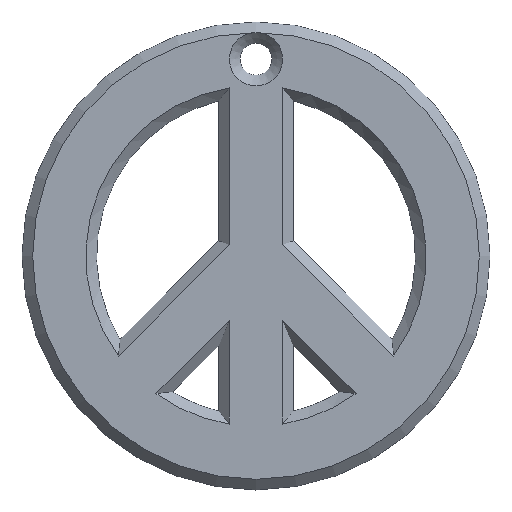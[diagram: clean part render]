
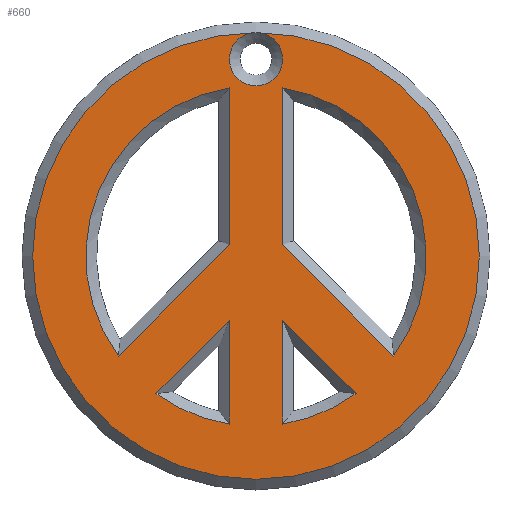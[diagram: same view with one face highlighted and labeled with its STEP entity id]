
A CAD part, top view. The second image highlights one B-rep face of the part: STEP entity #660.
In plain terms, the highlighted planar face has unit normal (0, 0, 1).
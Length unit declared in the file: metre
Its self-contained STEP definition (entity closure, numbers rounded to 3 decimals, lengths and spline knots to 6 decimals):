
#52=CIRCLE('',#730,0.0025);
#53=CIRCLE('',#731,0.021);
#54=CIRCLE('',#732,0.016);
#55=CIRCLE('',#733,0.016);
#56=CIRCLE('',#734,0.016);
#57=CIRCLE('',#735,0.016);
#122=ORIENTED_EDGE('',*,*,#294,.T.);
#123=ORIENTED_EDGE('',*,*,#295,.T.);
#124=ORIENTED_EDGE('',*,*,#296,.T.);
#125=ORIENTED_EDGE('',*,*,#297,.T.);
#126=ORIENTED_EDGE('',*,*,#298,.T.);
#127=ORIENTED_EDGE('',*,*,#299,.T.);
#128=ORIENTED_EDGE('',*,*,#300,.T.);
#129=ORIENTED_EDGE('',*,*,#301,.T.);
#130=ORIENTED_EDGE('',*,*,#302,.T.);
#131=ORIENTED_EDGE('',*,*,#303,.T.);
#132=ORIENTED_EDGE('',*,*,#304,.T.);
#133=ORIENTED_EDGE('',*,*,#305,.T.);
#134=ORIENTED_EDGE('',*,*,#306,.T.);
#135=ORIENTED_EDGE('',*,*,#307,.T.);
#294=EDGE_CURVE('',#374,#374,#52,.F.);
#295=EDGE_CURVE('',#374,#374,#53,.T.);
#296=EDGE_CURVE('',#375,#376,#428,.T.);
#297=EDGE_CURVE('',#376,#377,#429,.T.);
#298=EDGE_CURVE('',#377,#375,#54,.F.);
#299=EDGE_CURVE('',#378,#379,#55,.F.);
#300=EDGE_CURVE('',#379,#380,#430,.T.);
#301=EDGE_CURVE('',#380,#378,#431,.T.);
#302=EDGE_CURVE('',#381,#382,#432,.T.);
#303=EDGE_CURVE('',#382,#383,#433,.T.);
#304=EDGE_CURVE('',#383,#381,#56,.F.);
#305=EDGE_CURVE('',#384,#385,#57,.F.);
#306=EDGE_CURVE('',#385,#386,#434,.T.);
#307=EDGE_CURVE('',#386,#384,#435,.T.);
#374=VERTEX_POINT('',#1046);
#375=VERTEX_POINT('',#1049);
#376=VERTEX_POINT('',#1050);
#377=VERTEX_POINT('',#1052);
#378=VERTEX_POINT('',#1055);
#379=VERTEX_POINT('',#1056);
#380=VERTEX_POINT('',#1058);
#381=VERTEX_POINT('',#1061);
#382=VERTEX_POINT('',#1062);
#383=VERTEX_POINT('',#1064);
#384=VERTEX_POINT('',#1067);
#385=VERTEX_POINT('',#1068);
#386=VERTEX_POINT('',#1070);
#428=LINE('',#1048,#480);
#429=LINE('',#1051,#481);
#430=LINE('',#1057,#482);
#431=LINE('',#1059,#483);
#432=LINE('',#1060,#484);
#433=LINE('',#1063,#485);
#434=LINE('',#1069,#486);
#435=LINE('',#1071,#487);
#480=VECTOR('',#859,1.);
#481=VECTOR('',#860,1.);
#482=VECTOR('',#865,1.);
#483=VECTOR('',#866,1.);
#484=VECTOR('',#867,1.);
#485=VECTOR('',#868,1.);
#486=VECTOR('',#873,1.);
#487=VECTOR('',#874,1.);
#520=EDGE_LOOP('',(#122,#123));
#521=EDGE_LOOP('',(#124,#125,#126));
#522=EDGE_LOOP('',(#127,#128,#129));
#523=EDGE_LOOP('',(#130,#131,#132));
#524=EDGE_LOOP('',(#133,#134,#135));
#578=FACE_BOUND('',#520,.T.);
#579=FACE_BOUND('',#521,.T.);
#580=FACE_BOUND('',#522,.T.);
#581=FACE_BOUND('',#523,.T.);
#582=FACE_BOUND('',#524,.T.);
#628=PLANE('',#729);
#660=ADVANCED_FACE('',(#578,#579,#580,#581,#582),#628,.T.);
#729=AXIS2_PLACEMENT_3D('',#1044,#853,#854);
#730=AXIS2_PLACEMENT_3D('',#1045,#855,#856);
#731=AXIS2_PLACEMENT_3D('',#1047,#857,#858);
#732=AXIS2_PLACEMENT_3D('',#1053,#861,#862);
#733=AXIS2_PLACEMENT_3D('',#1054,#863,#864);
#734=AXIS2_PLACEMENT_3D('',#1065,#869,#870);
#735=AXIS2_PLACEMENT_3D('',#1066,#871,#872);
#853=DIRECTION('',(0.,0.,1.));
#854=DIRECTION('',(1.,0.,0.));
#855=DIRECTION('',(0.,0.,1.));
#856=DIRECTION('',(1.,0.,0.));
#857=DIRECTION('',(0.,0.,1.));
#858=DIRECTION('',(1.,0.,0.));
#859=DIRECTION('',(0.,1.,0.));
#860=DIRECTION('',(0.707,-0.707,0.));
#861=DIRECTION('',(0.,0.,1.));
#862=DIRECTION('',(1.,0.,0.));
#863=DIRECTION('',(0.,0.,1.));
#864=DIRECTION('',(1.,0.,0.));
#865=DIRECTION('',(0.707,0.707,0.));
#866=DIRECTION('',(0.,-1.,0.));
#867=DIRECTION('',(0.,-1.,0.));
#868=DIRECTION('',(-0.707,-0.707,0.));
#869=DIRECTION('',(0.,0.,1.));
#870=DIRECTION('',(1.,0.,0.));
#871=DIRECTION('',(0.,0.,1.));
#872=DIRECTION('',(1.,0.,0.));
#873=DIRECTION('',(-0.707,0.707,0.));
#874=DIRECTION('',(0.,1.,0.));
#1044=CARTESIAN_POINT('',(0.,0.,0.003));
#1045=CARTESIAN_POINT('',(0.,0.0185,0.003));
#1046=CARTESIAN_POINT('',(0.,0.021,0.003));
#1047=CARTESIAN_POINT('',(0.,0.,0.003));
#1048=CARTESIAN_POINT('',(0.0025,0.,0.003));
#1049=CARTESIAN_POINT('',(0.0025,-0.015803,0.003));
#1050=CARTESIAN_POINT('',(0.0025,-0.006036,0.003));
#1051=CARTESIAN_POINT('',(0.008546,-0.012082,0.003));
#1052=CARTESIAN_POINT('',(0.009407,-0.012943,0.003));
#1053=CARTESIAN_POINT('',(0.,0.,0.003));
#1054=CARTESIAN_POINT('',(0.,0.,0.003));
#1055=CARTESIAN_POINT('',(-0.0025,-0.015803,0.003));
#1056=CARTESIAN_POINT('',(-0.009407,-0.012943,0.003));
#1057=CARTESIAN_POINT('',(0.001768,-0.001768,0.003));
#1058=CARTESIAN_POINT('',(-0.0025,-0.006036,0.003));
#1059=CARTESIAN_POINT('',(-0.0025,-0.014586,0.003));
#1060=CARTESIAN_POINT('',(-0.0025,0.00145,0.003));
#1061=CARTESIAN_POINT('',(-0.0025,0.015803,0.003));
#1062=CARTESIAN_POINT('',(-0.0025,0.001036,0.003));
#1063=CARTESIAN_POINT('',(-0.012082,-0.008546,0.003));
#1064=CARTESIAN_POINT('',(-0.012943,-0.009407,0.003));
#1065=CARTESIAN_POINT('',(0.,0.,0.003));
#1066=CARTESIAN_POINT('',(0.,0.,0.003));
#1067=CARTESIAN_POINT('',(0.0025,0.015803,0.003));
#1068=CARTESIAN_POINT('',(0.012943,-0.009407,0.003));
#1069=CARTESIAN_POINT('',(0.001768,0.001768,0.003));
#1070=CARTESIAN_POINT('',(0.0025,0.001036,0.003));
#1071=CARTESIAN_POINT('',(0.0025,0.,0.003));
